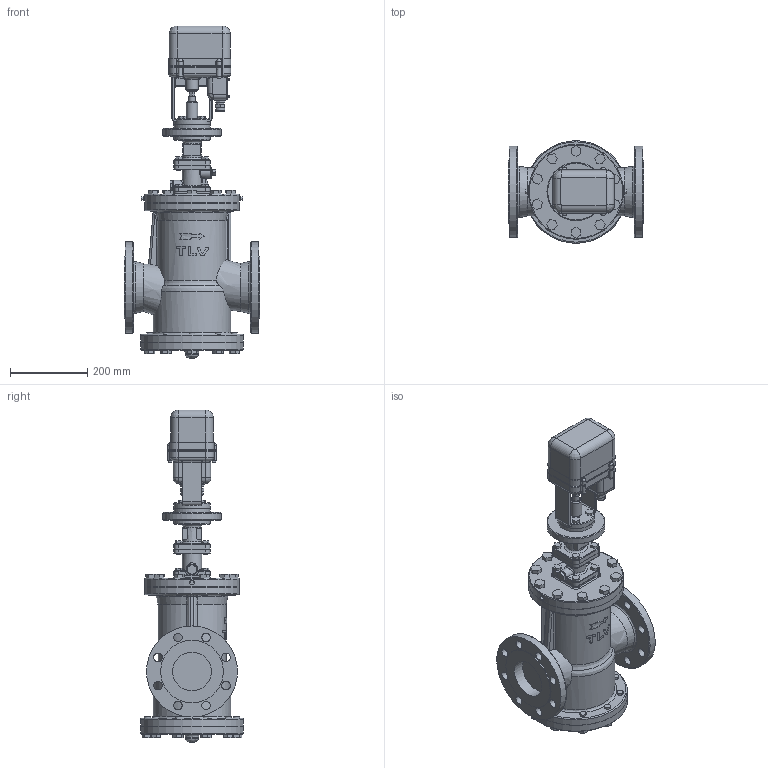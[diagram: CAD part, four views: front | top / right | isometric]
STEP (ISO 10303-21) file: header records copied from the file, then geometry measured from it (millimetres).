
FILE_DESCRIPTION((''),'2;1');
FILE_NAME('ccr16-100-e0025-00.stp','2009-08-28T13:32:18',('nakaot'),(''),'Autodesk Inventor 2008','Autodesk Inventor 2008','');
FILE_SCHEMA(('AUTOMOTIVE_DESIGN { 1 0 10303 214 1 1 1 1 }'));
Length unit declared in the file: millimetre
Products named in the file (1): ccr16-100-e0025-00
Bounding box: 350 x 265 x 857 mm (x, y, z)
Volume: 19954553 mm3; surface area: 1140810.6 mm2
Topology: 1 solids, 1 shells, 1141 faces, 2822 edges, 1776 vertices
Faces by surface type: plane 556, cylinder 298, bspline 226, torus 48, cone 9, sphere 4
Full cylindrical faces by diameter (mm): 5.5 x4, 5.9 x4, 6 x4, 10 x12, 12 x1, 16 x40, 17 x1, 18 x1, 20 x2, 21 x1, 22 x8, 23 x1, 24 x2, 25.426 x1, 30 x1, 32 x1, 32.873 x1, 34 x1, 36.049 x1, 52.893 x1, 53.447 x1, 57.382 x1, 95 x3, 100 x1, 137.23 x1, 150 x1, 157.458 x1, 162 x2, 200 x1, 235 x2
Entity records: 46288 total; most frequent: CARTESIAN_POINT 20555, ORIENTED_EDGE 5246, DIRECTION 5050, EDGE_CURVE 2623, AXIS2_PLACEMENT_3D 1804, VERTEX_POINT 1746, EDGE_LOOP 1495, VECTOR 1442
